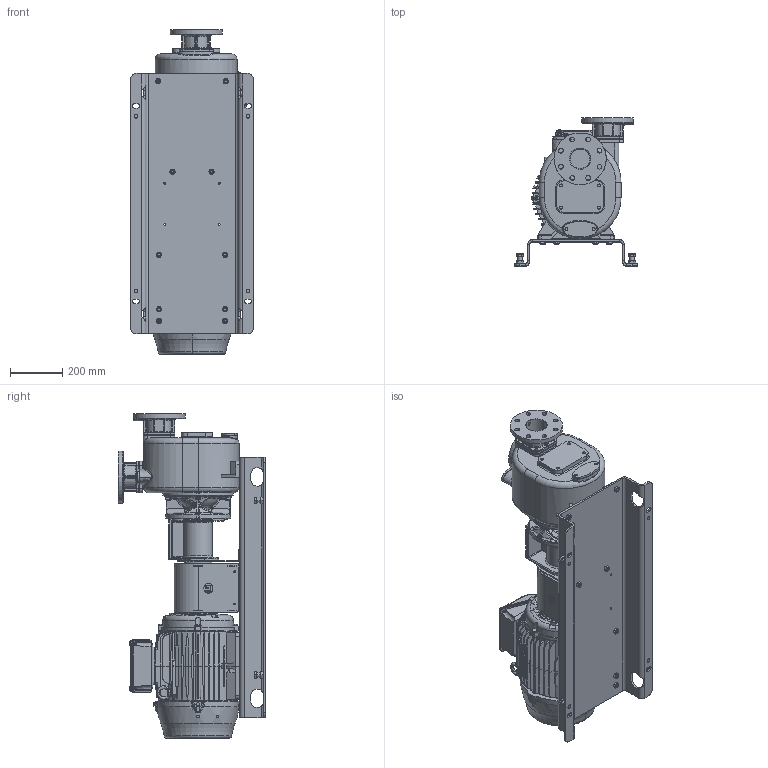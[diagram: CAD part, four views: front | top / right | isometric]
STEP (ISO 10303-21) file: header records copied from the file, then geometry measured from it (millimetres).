
FILE_DESCRIPTION((''),'2;1');
FILE_NAME('S_88_B_FIT','2023-04-14T19:01:47',('Nicola'),(''),'CREO PARAMETRIC BY PTC INC, 2022284','CREO PARAMETRIC BY PTC INC, 2022284','');
FILE_SCHEMA(('CONFIG_CONTROL_DESIGN'));
Products named in the file (1): S_88_B_FIT
Bounding box: 470 x 567 x 1245.5 mm (x, y, z)
Volume: 70412081.5 mm3; surface area: 4057928.7 mm2
Topology: 2 solids, 2 shells, 4616 faces, 12009 edges, 7475 vertices
Faces by surface type: plane 1512, cylinder 1490, bspline 836, cone 491, torus 203, sphere 48, revolution 24, extrusion 12
Entity records: 238706 total; most frequent: CARTESIAN_POINT 131892, ORIENTED_EDGE 23954, DIRECTION 20361, EDGE_CURVE 11977, AXIS2_PLACEMENT_3D 7963, VERTEX_POINT 7475, EDGE_LOOP 4974, FACE_OUTER_BOUND 4616
